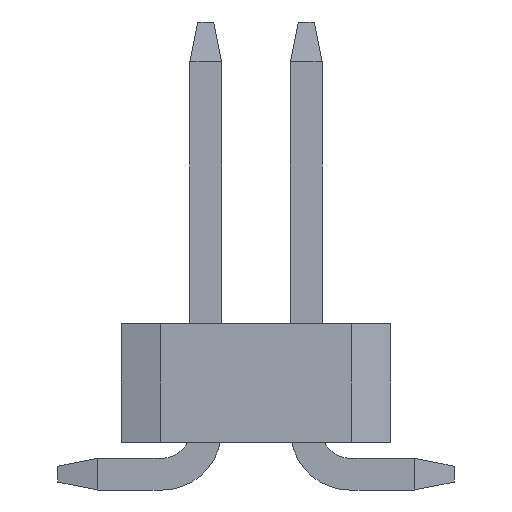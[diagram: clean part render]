
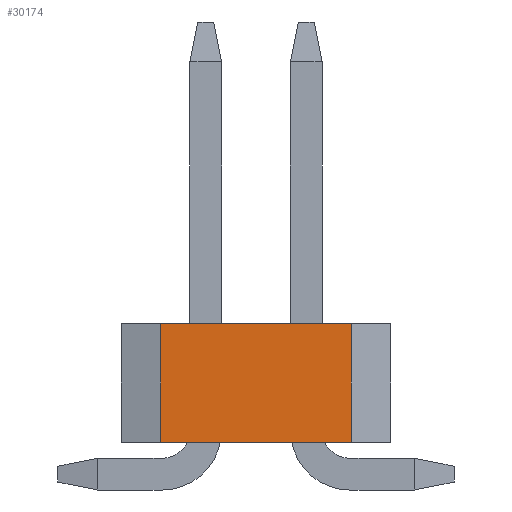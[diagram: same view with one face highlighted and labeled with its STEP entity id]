
A CAD part, front view. The second image highlights one B-rep face of the part: STEP entity #30174.
In plain terms, the highlighted face is planar.
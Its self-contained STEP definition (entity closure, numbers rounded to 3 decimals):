
#1696=ORIENTED_EDGE('',*,*,#7628,.F.);
#1697=ORIENTED_EDGE('',*,*,#7405,.T.);
#1698=ORIENTED_EDGE('',*,*,#7629,.T.);
#1699=ORIENTED_EDGE('',*,*,#7558,.F.);
#7405=EDGE_CURVE('',#10339,#10338,#12475,.T.);
#7558=EDGE_CURVE('',#10470,#10471,#12628,.T.);
#7628=EDGE_CURVE('',#10339,#10470,#12698,.T.);
#7629=EDGE_CURVE('',#10338,#10471,#12699,.T.);
#10338=VERTEX_POINT('',#40064);
#10339=VERTEX_POINT('',#40066);
#10470=VERTEX_POINT('',#40394);
#10471=VERTEX_POINT('',#40395);
#12475=LINE('',#40065,#15429);
#12628=LINE('',#40393,#15582);
#12698=LINE('',#40490,#15652);
#12699=LINE('',#40491,#15653);
#15429=VECTOR('',#33843,1000.);
#15582=VECTOR('',#34084,1000.);
#15652=VECTOR('',#34200,1000.);
#15653=VECTOR('',#34201,1000.);
#17812=EDGE_LOOP('',(#1696,#1697,#1698,#1699));
#19092=FACE_BOUND('',#17812,.T.);
#20372=PLANE('',#31417);
#30174=ADVANCED_FACE('',(#19092),#20372,.T.);
#31417=AXIS2_PLACEMENT_3D('',#40489,#34198,#34199);
#33843=DIRECTION('',(0.,0.,1.));
#34084=DIRECTION('',(0.,0.,1.));
#34198=DIRECTION('',(-1.,0.,0.));
#34199=DIRECTION('',(0.,0.,1.));
#34200=DIRECTION('',(0.,1.,0.));
#34201=DIRECTION('',(0.,1.,0.));
#40064=CARTESIAN_POINT('',(-13.97,-1.2,0.75));
#40065=CARTESIAN_POINT('',(-13.97,-1.2,-27.585));
#40066=CARTESIAN_POINT('',(-13.97,-1.2,-0.75));
#40393=CARTESIAN_POINT('',(-13.97,1.2,-27.585));
#40394=CARTESIAN_POINT('',(-13.97,1.2,-0.75));
#40395=CARTESIAN_POINT('',(-13.97,1.2,0.75));
#40489=CARTESIAN_POINT('',(-13.97,-1.7,-0.75));
#40490=CARTESIAN_POINT('',(-13.97,-1.7,-0.75));
#40491=CARTESIAN_POINT('',(-13.97,-1.7,0.75));
